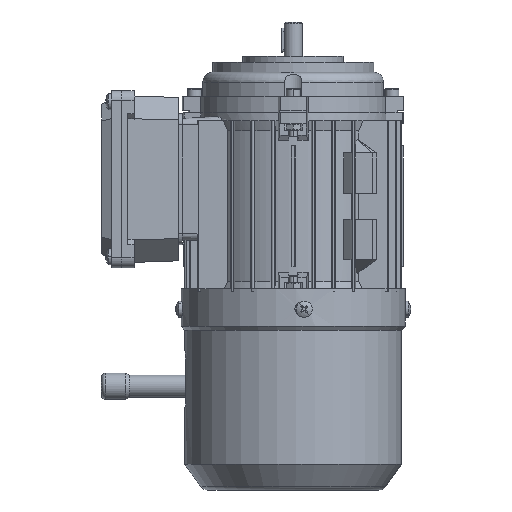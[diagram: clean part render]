
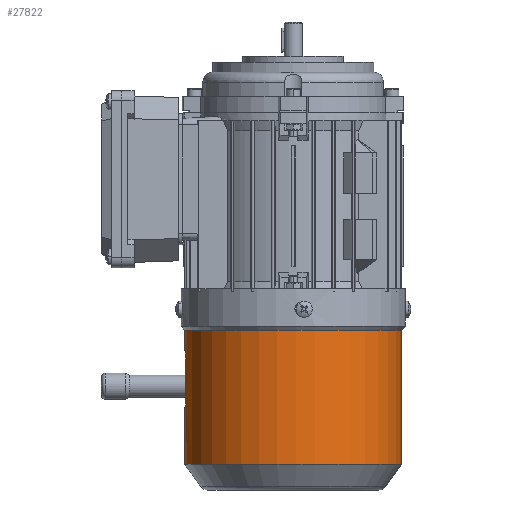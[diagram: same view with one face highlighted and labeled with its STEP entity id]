
A CAD part, front view. The second image highlights one B-rep face of the part: STEP entity #27822.
In plain terms, the highlighted cylindrical face has radius 53.8 mm (diameter 107.6 mm), a partial arc.
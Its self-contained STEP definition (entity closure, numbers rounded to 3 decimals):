
#11847 = CARTESIAN_POINT ( 'NONE',  ( 19.676, 0., -53.8 ) ) ;
#11848 = CARTESIAN_POINT ( 'NONE',  ( 19.676, 0., 53.8 ) ) ;
#11849 = DIRECTION ( 'NONE',  ( 0., 0., 1. ) ) ;
#11861 = DIRECTION ( 'NONE',  ( -1., 0., 0. ) ) ;
#11862 = CARTESIAN_POINT ( 'NONE',  ( 19.676, 0., 0. ) ) ;
#11863 = AXIS2_PLACEMENT_3D ( 'NONE', #11862, #11861, #11849 ) ;
#11868 = CARTESIAN_POINT ( 'NONE',  ( 86.323, 0., -53.8 ) ) ;
#11870 = CIRCLE ( 'NONE', #11863, 53.8 ) ;
#12002 = CARTESIAN_POINT ( 'NONE',  ( 86.323, 0., 53.8 ) ) ;
#12003 = DIRECTION ( 'NONE',  ( 0., 0., 1. ) ) ;
#12004 = DIRECTION ( 'NONE',  ( -1., 0., 0. ) ) ;
#12005 = CARTESIAN_POINT ( 'NONE',  ( 86.323, 0., 0. ) ) ;
#12006 = AXIS2_PLACEMENT_3D ( 'NONE', #12005, #12004, #12003 ) ;
#12007 = CIRCLE ( 'NONE', #12006, 53.8 ) ;
#18805 = LINE ( 'NONE', #18807, #18811 ) ;
#18806 = DIRECTION ( 'NONE',  ( -1., 0., 0. ) ) ;
#18807 = CARTESIAN_POINT ( 'NONE',  ( 0., 0., 53.8 ) ) ;
#18811 = VECTOR ( 'NONE', #18806, 1000. ) ;
#27201 = VERTEX_POINT ( 'NONE', #11868 ) ;
#27211 = EDGE_CURVE ( 'NONE', #27212, #27213, #11870, .T. ) ;
#27212 = VERTEX_POINT ( 'NONE', #11848 ) ;
#27213 = VERTEX_POINT ( 'NONE', #11847 ) ;
#27260 = EDGE_CURVE ( 'NONE', #27262, #27201, #12007, .T. ) ;
#27262 = VERTEX_POINT ( 'NONE', #12002 ) ;
#27460 = EDGE_CURVE ( 'NONE', #27462, #27463, #37439, .T. ) ;
#27462 = VERTEX_POINT ( 'NONE', #37766 ) ;
#27463 = VERTEX_POINT ( 'NONE', #37441 ) ;
#27805 = ORIENTED_EDGE ( 'NONE', *, *, #27260, .T. ) ;
#27806 = ORIENTED_EDGE ( 'NONE', *, *, #27807, .T. ) ;
#27807 = EDGE_CURVE ( 'NONE', #27201, #27213, #70651, .T. ) ;
#27809 = ORIENTED_EDGE ( 'NONE', *, *, #27211, .F. ) ;
#27811 = ORIENTED_EDGE ( 'NONE', *, *, #27813, .F. ) ;
#27813 = EDGE_CURVE ( 'NONE', #27462, #27212, #70647, .T. ) ;
#27816 = ORIENTED_EDGE ( 'NONE', *, *, #27460, .T. ) ;
#27822 = ADVANCED_FACE ( 'NONE', ( #70639 ), #70638, .T. ) ;
#27824 = ORIENTED_EDGE ( 'NONE', *, *, #27825, .T. ) ;
#27825 = EDGE_CURVE ( 'NONE', #27463, #27826, #70633, .T. ) ;
#27826 = VERTEX_POINT ( 'NONE', #70629 ) ;
#27827 = ORIENTED_EDGE ( 'NONE', *, *, #27828, .T. ) ;
#27828 = EDGE_CURVE ( 'NONE', #27826, #27829, #70767, .T. ) ;
#27829 = VERTEX_POINT ( 'NONE', #70766 ) ;
#27964 = EDGE_LOOP ( 'NONE', ( #27805, #27806, #27809, #27811, #27816, #27824, #27827, #27965 ) ) ;
#27965 = ORIENTED_EDGE ( 'NONE', *, *, #27966, .F. ) ;
#27966 = EDGE_CURVE ( 'NONE', #27262, #27829, #18805, .T. ) ;
#37439 = B_SPLINE_CURVE_WITH_KNOTS ( 'NONE', 3,
 ( #37762, #37713, #37711, #37709, #37707, #37676, #37674, #37672, #37660, #37658, #37656, #37655, #37648, #37646, #37644, #37609, #37608, #37606, #37604, #37585, #37583, #37581 ),
 .UNSPECIFIED., .F., .F.,
 ( 4, 2, 2, 2, 2, 2, 2, 2, 2, 2, 4 ),
 ( 0.009, 0.011, 0.012, 0.012, 0.013, 0.014, 0.015, 0.016, 0.016, 0.018, 0.019 ),
 .UNSPECIFIED. ) ;
#37441 = CARTESIAN_POINT ( 'NONE',  ( 34., 6., 53.464 ) ) ;
#37581 = CARTESIAN_POINT ( 'NONE',  ( 34., 6., 53.464 ) ) ;
#37583 = CARTESIAN_POINT ( 'NONE',  ( 33.604, 6., 53.464 ) ) ;
#37585 = CARTESIAN_POINT ( 'NONE',  ( 33.207, 5.96, 53.469 ) ) ;
#37604 = CARTESIAN_POINT ( 'NONE',  ( 32.438, 5.806, 53.486 ) ) ;
#37606 = CARTESIAN_POINT ( 'NONE',  ( 32.064, 5.693, 53.498 ) ) ;
#37608 = CARTESIAN_POINT ( 'NONE',  ( 31.52, 5.467, 53.522 ) ) ;
#37609 = CARTESIAN_POINT ( 'NONE',  ( 31.34, 5.382, 53.53 ) ) ;
#37644 = CARTESIAN_POINT ( 'NONE',  ( 30.993, 5.196, 53.549 ) ) ;
#37646 = CARTESIAN_POINT ( 'NONE',  ( 30.825, 5.095, 53.558 ) ) ;
#37648 = CARTESIAN_POINT ( 'NONE',  ( 30.338, 4.769, 53.589 ) ) ;
#37655 = CARTESIAN_POINT ( 'NONE',  ( 30.036, 4.521, 53.61 ) ) ;
#37656 = CARTESIAN_POINT ( 'NONE',  ( 29.476, 3.961, 53.655 ) ) ;
#37658 = CARTESIAN_POINT ( 'NONE',  ( 29.228, 3.659, 53.676 ) ) ;
#37660 = CARTESIAN_POINT ( 'NONE',  ( 28.903, 3.171, 53.707 ) ) ;
#37672 = CARTESIAN_POINT ( 'NONE',  ( 28.802, 3.004, 53.716 ) ) ;
#37674 = CARTESIAN_POINT ( 'NONE',  ( 28.617, 2.657, 53.735 ) ) ;
#37676 = CARTESIAN_POINT ( 'NONE',  ( 28.532, 2.477, 53.743 ) ) ;
#37707 = CARTESIAN_POINT ( 'NONE',  ( 28.306, 1.932, 53.767 ) ) ;
#37709 = CARTESIAN_POINT ( 'NONE',  ( 28.193, 1.558, 53.779 ) ) ;
#37711 = CARTESIAN_POINT ( 'NONE',  ( 28.039, 0.789, 53.796 ) ) ;
#37713 = CARTESIAN_POINT ( 'NONE',  ( 28., 0.391, 53.8 ) ) ;
#37762 = CARTESIAN_POINT ( 'NONE',  ( 28., 0., 53.8 ) ) ;
#37766 = CARTESIAN_POINT ( 'NONE',  ( 28., 0., 53.8 ) ) ;
#70629 = CARTESIAN_POINT ( 'NONE',  ( 54., 6., 53.464 ) ) ;
#70630 = DIRECTION ( 'NONE',  ( 1., 0., 0. ) ) ;
#70631 = VECTOR ( 'NONE', #70630, 1000. ) ;
#70632 = CARTESIAN_POINT ( 'NONE',  ( 0., 6., 53.464 ) ) ;
#70633 = LINE ( 'NONE', #70632, #70631 ) ;
#70634 = DIRECTION ( 'NONE',  ( 0., 0., 1. ) ) ;
#70635 = DIRECTION ( 'NONE',  ( -1., 0., 0. ) ) ;
#70636 = CARTESIAN_POINT ( 'NONE',  ( 0., 0., 0. ) ) ;
#70637 = AXIS2_PLACEMENT_3D ( 'NONE', #70636, #70635, #70634 ) ;
#70638 = CYLINDRICAL_SURFACE ( 'NONE', #70637, 53.8 ) ;
#70639 = FACE_OUTER_BOUND ( 'NONE', #27964, .T. ) ;
#70644 = DIRECTION ( 'NONE',  ( -1., 0., 0. ) ) ;
#70645 = VECTOR ( 'NONE', #70644, 1000. ) ;
#70646 = CARTESIAN_POINT ( 'NONE',  ( 0., 0., 53.8 ) ) ;
#70647 = LINE ( 'NONE', #70646, #70645 ) ;
#70648 = DIRECTION ( 'NONE',  ( -1., 0., 0. ) ) ;
#70649 = VECTOR ( 'NONE', #70648, 1000. ) ;
#70650 = CARTESIAN_POINT ( 'NONE',  ( 0., 0., -53.8 ) ) ;
#70651 = LINE ( 'NONE', #70650, #70649 ) ;
#70739 = CARTESIAN_POINT ( 'NONE',  ( 60., 0., 53.8 ) ) ;
#70740 = CARTESIAN_POINT ( 'NONE',  ( 60., 0.392, 53.8 ) ) ;
#70741 = CARTESIAN_POINT ( 'NONE',  ( 59.962, 0.781, 53.796 ) ) ;
#70742 = CARTESIAN_POINT ( 'NONE',  ( 59.847, 1.363, 53.783 ) ) ;
#70743 = CARTESIAN_POINT ( 'NONE',  ( 59.798, 1.555, 53.778 ) ) ;
#70744 = CARTESIAN_POINT ( 'NONE',  ( 59.684, 1.931, 53.766 ) ) ;
#70745 = CARTESIAN_POINT ( 'NONE',  ( 59.552, 2.3, 53.752 ) ) ;
#70746 = CARTESIAN_POINT ( 'NONE',  ( 59.385, 2.654, 53.735 ) ) ;
#70747 = CARTESIAN_POINT ( 'NONE',  ( 59.2, 3., 53.717 ) ) ;
#70748 = CARTESIAN_POINT ( 'NONE',  ( 59.098, 3.17, 53.707 ) ) ;
#70749 = CARTESIAN_POINT ( 'NONE',  ( 58.769, 3.662, 53.676 ) ) ;
#70750 = CARTESIAN_POINT ( 'NONE',  ( 58.521, 3.964, 53.654 ) ) ;
#70751 = CARTESIAN_POINT ( 'NONE',  ( 57.968, 4.518, 53.611 ) ) ;
#70752 = CARTESIAN_POINT ( 'NONE',  ( 57.659, 4.771, 53.588 ) ) ;
#70753 = CARTESIAN_POINT ( 'NONE',  ( 57.007, 5.207, 53.548 ) ) ;
#70754 = CARTESIAN_POINT ( 'NONE',  ( 56.663, 5.391, 53.529 ) ) ;
#70755 = CARTESIAN_POINT ( 'NONE',  ( 56.118, 5.617, 53.506 ) ) ;
#70756 = CARTESIAN_POINT ( 'NONE',  ( 55.93, 5.684, 53.499 ) ) ;
#70757 = CARTESIAN_POINT ( 'NONE',  ( 55.553, 5.799, 53.487 ) ) ;
#70758 = CARTESIAN_POINT ( 'NONE',  ( 55.363, 5.846, 53.481 ) ) ;
#70763 = CARTESIAN_POINT ( 'NONE',  ( 54.787, 5.961, 53.469 ) ) ;
#70764 = CARTESIAN_POINT ( 'NONE',  ( 54.397, 6., 53.464 ) ) ;
#70765 = CARTESIAN_POINT ( 'NONE',  ( 54., 6., 53.464 ) ) ;
#70766 = CARTESIAN_POINT ( 'NONE',  ( 60., 0., 53.8 ) ) ;
#70767 = B_SPLINE_CURVE_WITH_KNOTS ( 'NONE', 3,
 ( #70765, #70764, #70763, #70758, #70757, #70756, #70755, #70754, #70753, #70752, #70751, #70750, #70749, #70748, #70747, #70746, #70745, #70744, #70743, #70742, #70741, #70740, #70739 ),
 .UNSPECIFIED., .F., .F.,
 ( 4, 2, 2, 2, 2, 2, 2, 2, 1, 2, 2, 4 ),
 ( 0., 0.001, 0.002, 0.002, 0.004, 0.005, 0.006, 0.006, 0.007, 0.008, 0.008, 0.009 ),
 .UNSPECIFIED. ) ;
